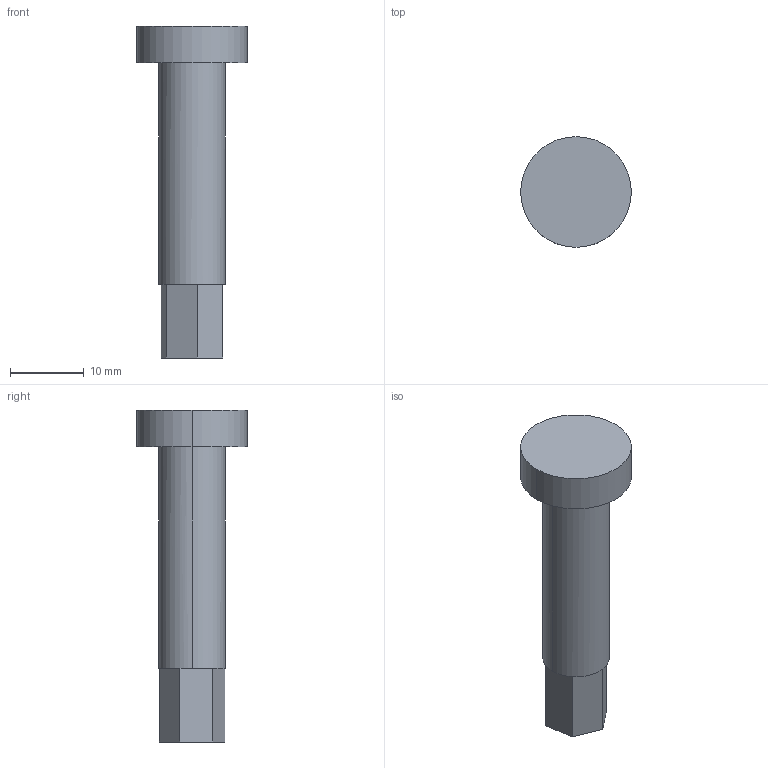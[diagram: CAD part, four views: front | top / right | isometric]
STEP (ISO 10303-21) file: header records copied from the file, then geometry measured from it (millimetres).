
FILE_DESCRIPTION (( 'STEP AP203' ), '1' );
FILE_NAME ('front bearing axel part 1.STEP', '2024-10-02T14:08:11', ( '' ), ( '' ), 'SwSTEP 2.0', 'SolidWorks 2023', '' );
FILE_SCHEMA (( 'CONFIG_CONTROL_DESIGN' ));
Length unit declared in the file: millimetre
Products named in the file (1): front bearing axel part 1
Bounding box: 15 x 15 x 45 mm (x, y, z)
Volume: 3242.8 mm3; surface area: 1782.7 mm2
Topology: 1 solids, 1 shells, 22 faces, 42 edges, 24 vertices
Faces by surface type: plane 16, cylinder 6
Entity records: 625 total; most frequent: DIRECTION 106, CARTESIAN_POINT 89, ORIENTED_EDGE 84, EDGE_CURVE 42, AXIS2_PLACEMENT_3D 41, LINE 24, EDGE_LOOP 24, VERTEX_POINT 24
